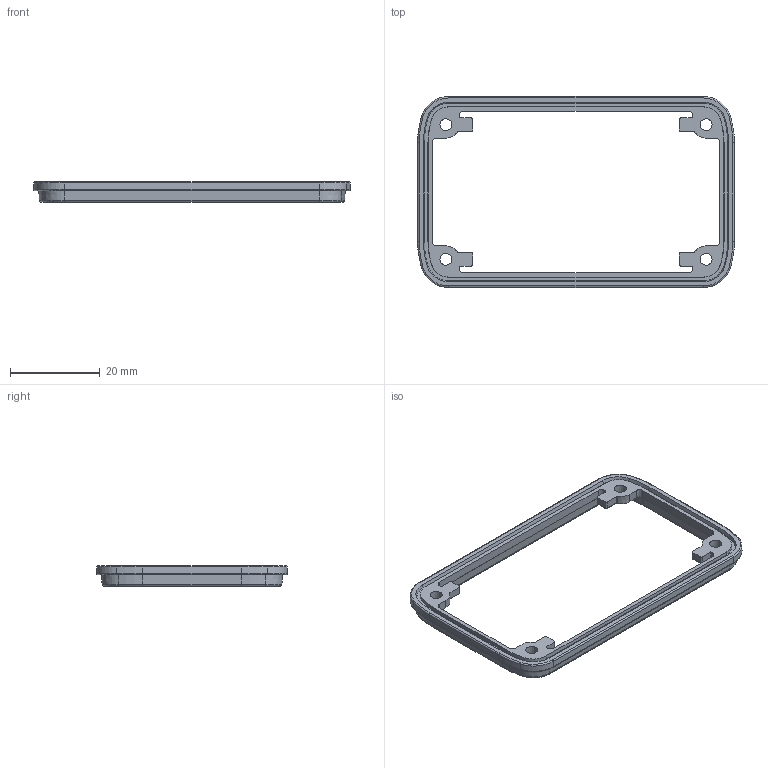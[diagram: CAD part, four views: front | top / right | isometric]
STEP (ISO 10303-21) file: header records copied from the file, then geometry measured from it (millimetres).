
FILE_DESCRIPTION(/* description */ (''),/* implementation_level */ '2;1');
FILE_NAME(/* name */ '2804105_3D.stp',/* time_stamp */ '2018-03-07T11:47:30+01:00',/* author */ ('haertel'),/* organization */ ('Fa. Bopla'),/* preprocessor_version */ 'ST-DEVELOPER v16.5',/* originating_system */ 'Autodesk Inventor 2017',/* authorisation */ '');
FILE_SCHEMA (('AUTOMOTIVE_DESIGN { 1 0 10303 214 3 1 1 }'));
Length unit declared in the file: millimetre
Products named in the file (1): 1011362_3D-neu
Bounding box: 70.6 x 42.6 x 4.6 mm (x, y, z)
Volume: 2322.7 mm3; surface area: 3635.8 mm2
Topology: 1 solids, 1 shells, 212 faces, 527 edges, 321 vertices
Faces by surface type: cone 60, plane 54, cylinder 43, torus 32, bspline 15, sphere 8
Entity records: 6662 total; most frequent: CARTESIAN_POINT 1460, DIRECTION 1165, ORIENTED_EDGE 1046, EDGE_CURVE 523, AXIS2_PLACEMENT_3D 459, VERTEX_POINT 321, LINE 247, VECTOR 247
